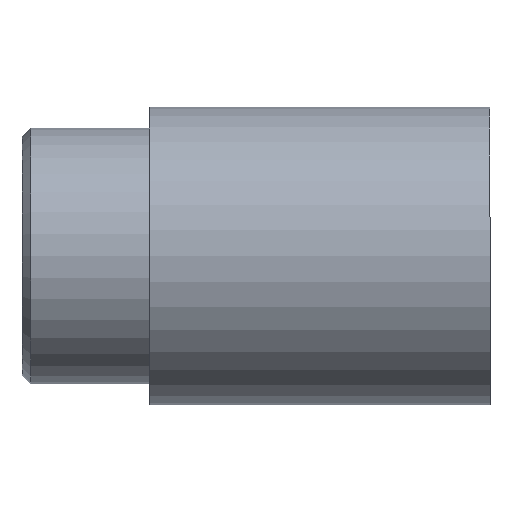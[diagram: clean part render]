
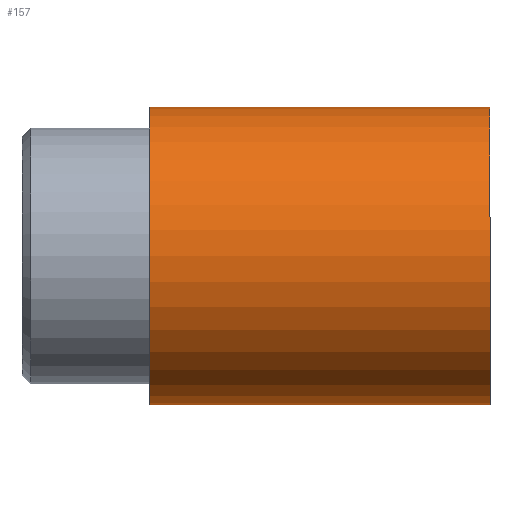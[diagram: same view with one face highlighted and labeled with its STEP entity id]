
A CAD part, top view. The second image highlights one B-rep face of the part: STEP entity #157.
In plain terms, the highlighted cylindrical face has radius 8.75 mm (diameter 17.5 mm), a partial arc.
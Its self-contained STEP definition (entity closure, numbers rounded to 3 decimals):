
#5 = ORIENTED_EDGE ( 'NONE', *, *, #68, .T. ) ;
#6 = ORIENTED_EDGE ( 'NONE', *, *, #122, .F. ) ;
#43 = VERTEX_POINT ( 'NONE', #75 ) ;
#44 = VERTEX_POINT ( 'NONE', #81 ) ;
#53 = VERTEX_POINT ( 'NONE', #102 ) ;
#57 = EDGE_LOOP ( 'NONE', ( #379, #5, #364, #6 ) ) ;
#62 = VERTEX_POINT ( 'NONE', #152 ) ;
#63 = EDGE_CURVE ( 'NONE', #44, #53, #153, .T. ) ;
#68 = EDGE_CURVE ( 'NONE', #43, #53, #181, .T. ) ;
#75 = CARTESIAN_POINT ( 'NONE',  ( -20., -8.75, 0. ) ) ;
#81 = CARTESIAN_POINT ( 'NONE',  ( 0., 8.75, 0. ) ) ;
#102 = CARTESIAN_POINT ( 'NONE',  ( 0., -8.75, 0. ) ) ;
#122 = EDGE_CURVE ( 'NONE', #62, #44, #204, .T. ) ;
#152 = CARTESIAN_POINT ( 'NONE',  ( -20., 8.75, 0. ) ) ;
#153 = CIRCLE ( 'NONE', #154, 8.75 ) ;
#154 = AXIS2_PLACEMENT_3D ( 'NONE', #155, #156, #158 ) ;
#155 = CARTESIAN_POINT ( 'NONE',  ( 0., 0., 0. ) ) ;
#156 = DIRECTION ( 'NONE',  ( 1., 0., 0. ) ) ;
#157 = ADVANCED_FACE ( 'NONE', ( #220 ), #221, .T. ) ;
#158 = DIRECTION ( 'NONE',  ( 0., 1., 0. ) ) ;
#181 = LINE ( 'NONE', #182, #183 ) ;
#182 = CARTESIAN_POINT ( 'NONE',  ( 0., -8.75, 0. ) ) ;
#183 = VECTOR ( 'NONE', #184, 1000. ) ;
#184 = DIRECTION ( 'NONE',  ( 1., 0., 0. ) ) ;
#204 = LINE ( 'NONE', #205, #206 ) ;
#205 = CARTESIAN_POINT ( 'NONE',  ( 0., 8.75, 0. ) ) ;
#206 = VECTOR ( 'NONE', #207, 1000. ) ;
#207 = DIRECTION ( 'NONE',  ( 1., 0., 0. ) ) ;
#220 = FACE_OUTER_BOUND ( 'NONE', #57, .T. ) ;
#221 = CYLINDRICAL_SURFACE ( 'NONE', #222, 8.75 ) ;
#222 = AXIS2_PLACEMENT_3D ( 'NONE', #223, #224, #225 ) ;
#223 = CARTESIAN_POINT ( 'NONE',  ( 0., 0., 0. ) ) ;
#224 = DIRECTION ( 'NONE',  ( 1., 0., 0. ) ) ;
#225 = DIRECTION ( 'NONE',  ( 0., 1., 0. ) ) ;
#233 = CIRCLE ( 'NONE', #234, 8.75 ) ;
#234 = AXIS2_PLACEMENT_3D ( 'NONE', #235, #236, #237 ) ;
#235 = CARTESIAN_POINT ( 'NONE',  ( -20., 0., 0. ) ) ;
#236 = DIRECTION ( 'NONE',  ( 1., 0., 0. ) ) ;
#237 = DIRECTION ( 'NONE',  ( 0., 1., 0. ) ) ;
#246 = EDGE_CURVE ( 'NONE', #62, #43, #233, .T. ) ;
#364 = ORIENTED_EDGE ( 'NONE', *, *, #63, .F. ) ;
#379 = ORIENTED_EDGE ( 'NONE', *, *, #246, .T. ) ;
